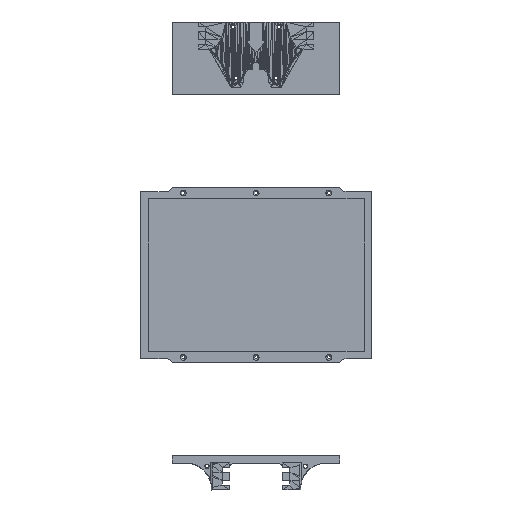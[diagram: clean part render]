
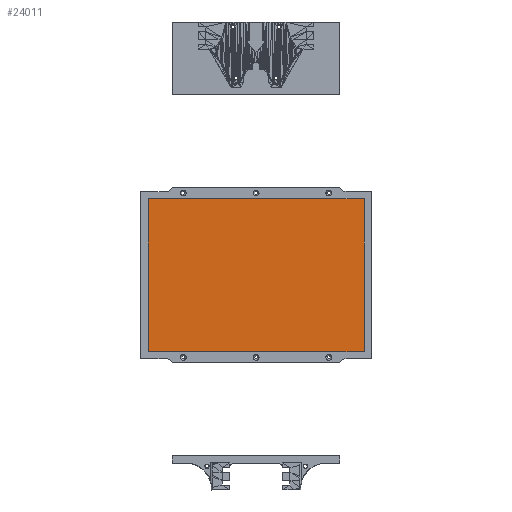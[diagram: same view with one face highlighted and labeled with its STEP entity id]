
A CAD part, top view. The second image highlights one B-rep face of the part: STEP entity #24011.
In plain terms, the highlighted planar face has unit normal (0, 0, 1).
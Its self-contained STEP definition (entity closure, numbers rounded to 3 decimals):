
#1948=FACE_OUTER_BOUND('',#3715,.T.);
#3715=EDGE_LOOP('',(#20587,#20588,#20589,#20590));
#6558=LINE('',#39029,#9455);
#6563=LINE('',#39039,#9460);
#6571=LINE('',#39054,#9468);
#6574=LINE('',#39059,#9471);
#9455=VECTOR('',#32598,10.);
#9460=VECTOR('',#32607,10.);
#9468=VECTOR('',#32623,10.);
#9471=VECTOR('',#32630,10.);
#11078=VERTEX_POINT('',#39026);
#11079=VERTEX_POINT('',#39028);
#11082=VERTEX_POINT('',#39038);
#11085=VERTEX_POINT('',#39053);
#14204=EDGE_CURVE('',#11078,#11079,#6558,.T.);
#14209=EDGE_CURVE('',#11079,#11082,#6563,.T.);
#14217=EDGE_CURVE('',#11082,#11085,#6571,.T.);
#14220=EDGE_CURVE('',#11085,#11078,#6574,.T.);
#20587=ORIENTED_EDGE('',*,*,#14204,.F.);
#20588=ORIENTED_EDGE('',*,*,#14220,.F.);
#20589=ORIENTED_EDGE('',*,*,#14217,.F.);
#20590=ORIENTED_EDGE('',*,*,#14209,.F.);
#22289=PLANE('',#25981);
#24011=ADVANCED_FACE('',(#1948),#22289,.F.);
#25981=AXIS2_PLACEMENT_3D('',#39204,#32781,#32782);
#32598=DIRECTION('',(0.,-1.,0.));
#32607=DIRECTION('',(-1.,0.,0.));
#32623=DIRECTION('',(0.,1.,0.));
#32630=DIRECTION('',(1.,0.,0.));
#32781=DIRECTION('center_axis',(0.,0.,-1.));
#32782=DIRECTION('ref_axis',(0.,-1.,0.));
#39026=CARTESIAN_POINT('',(148.5,105.,3.));
#39028=CARTESIAN_POINT('',(148.5,-105.,3.));
#39029=CARTESIAN_POINT('',(148.5,-105.,3.));
#39038=CARTESIAN_POINT('',(-148.5,-105.,3.));
#39039=CARTESIAN_POINT('',(-148.5,-105.,3.));
#39053=CARTESIAN_POINT('',(-148.5,105.,3.));
#39054=CARTESIAN_POINT('',(-148.5,105.,3.));
#39059=CARTESIAN_POINT('',(148.5,105.,3.));
#39204=CARTESIAN_POINT('Origin',(0.,0.,
3.));
